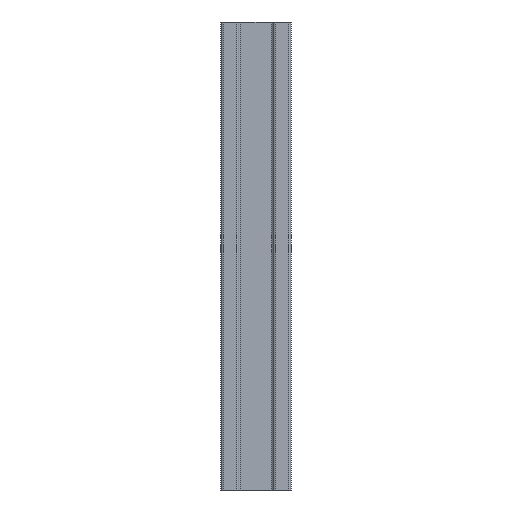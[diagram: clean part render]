
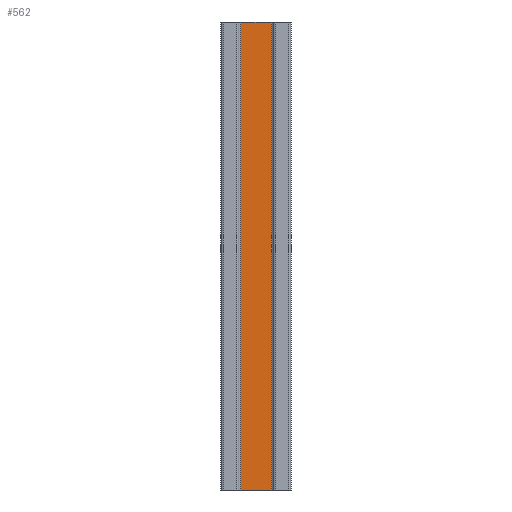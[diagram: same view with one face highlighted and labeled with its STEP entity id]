
A CAD part, left-side view. The second image highlights one B-rep face of the part: STEP entity #562.
In plain terms, the highlighted planar face has unit normal (-1, 0, 0).
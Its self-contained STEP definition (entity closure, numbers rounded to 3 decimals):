
#19=PLANE('',#610);
#40=FACE_OUTER_BOUND('',#70,.T.);
#70=EDGE_LOOP('',(#407,#408,#409,#410));
#108=LINE('',#879,#164);
#109=LINE('',#883,#165);
#110=LINE('',#885,#166);
#111=LINE('',#886,#167);
#164=VECTOR('',#704,10.);
#165=VECTOR('',#709,10.);
#166=VECTOR('',#710,10.);
#167=VECTOR('',#711,10.);
#249=VERTEX_POINT('',#876);
#250=VERTEX_POINT('',#878);
#251=VERTEX_POINT('',#882);
#252=VERTEX_POINT('',#884);
#313=EDGE_CURVE('',#249,#250,#108,.T.);
#315=EDGE_CURVE('',#249,#251,#109,.T.);
#316=EDGE_CURVE('',#251,#252,#110,.T.);
#317=EDGE_CURVE('',#250,#252,#111,.T.);
#407=ORIENTED_EDGE('',*,*,#315,.T.);
#408=ORIENTED_EDGE('',*,*,#316,.T.);
#409=ORIENTED_EDGE('',*,*,#317,.F.);
#410=ORIENTED_EDGE('',*,*,#313,.F.);
#562=ADVANCED_FACE('',(#40),#19,.T.);
#610=AXIS2_PLACEMENT_3D('',#881,#707,#708);
#704=DIRECTION('',(0.,0.,-1.));
#707=DIRECTION('center_axis',(-1.,0.,0.));
#708=DIRECTION('ref_axis',(0.,-1.,0.));
#709=DIRECTION('',(0.,1.,0.));
#710=DIRECTION('',(0.,0.,-1.));
#711=DIRECTION('',(0.,1.,0.));
#876=CARTESIAN_POINT('',(40.221,54.294,1000.));
#878=CARTESIAN_POINT('',(40.221,54.294,0.));
#879=CARTESIAN_POINT('',(40.221,54.294,0.));
#881=CARTESIAN_POINT('Origin',(40.221,119.403,0.));
#882=CARTESIAN_POINT('',(40.221,119.403,1000.));
#883=CARTESIAN_POINT('',(40.221,103.126,1000.));
#884=CARTESIAN_POINT('',(40.221,119.403,0.));
#885=CARTESIAN_POINT('',(40.221,119.403,0.));
#886=CARTESIAN_POINT('',(40.221,103.126,0.));
